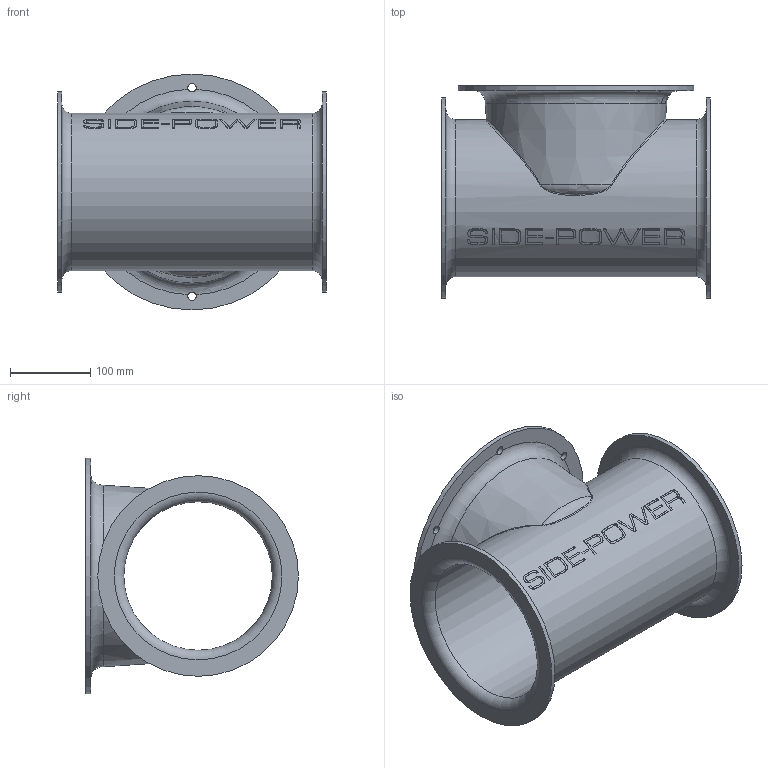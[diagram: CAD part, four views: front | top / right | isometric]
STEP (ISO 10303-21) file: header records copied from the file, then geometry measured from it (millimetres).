
FILE_DESCRIPTION(/* description */ (''),/* implementation_level */ '2;1');
FILE_NAME(/* name */ '90086i.stp',/* time_stamp */ '2016-02-19T15:16:00+01:00',/* author */ ('elvira'),/* organization */ (''),/* preprocessor_version */ 'ST-DEVELOPER v16.1',/* originating_system */ 'Autodesk Inventor 2016',/* authorisation */ '');
FILE_SCHEMA (('AUTOMOTIVE_DESIGN { 1 0 10303 214 3 1 1 }'));
Length unit declared in the file: millimetre
Products named in the file (1): 90086i
Bounding box: 335 x 265.24 x 294 mm (x, y, z)
Volume: 1826633.6 mm3; surface area: 624996.4 mm2
Topology: 1 solids, 1 shells, 196 faces, 521 edges, 337 vertices
Faces by surface type: plane 118, bspline 47, cylinder 19, torus 10, cone 2
Full cylindrical faces by diameter (mm): 8.7 x2, 10.5 x6, 33 x1, 185 x1, 196 x1, 250 x2, 294 x1
Entity records: 8120 total; most frequent: CARTESIAN_POINT 3465, ORIENTED_EDGE 952, DIRECTION 775, EDGE_CURVE 476, VERTEX_POINT 320, LINE 261, VECTOR 261, AXIS2_PLACEMENT_3D 257
